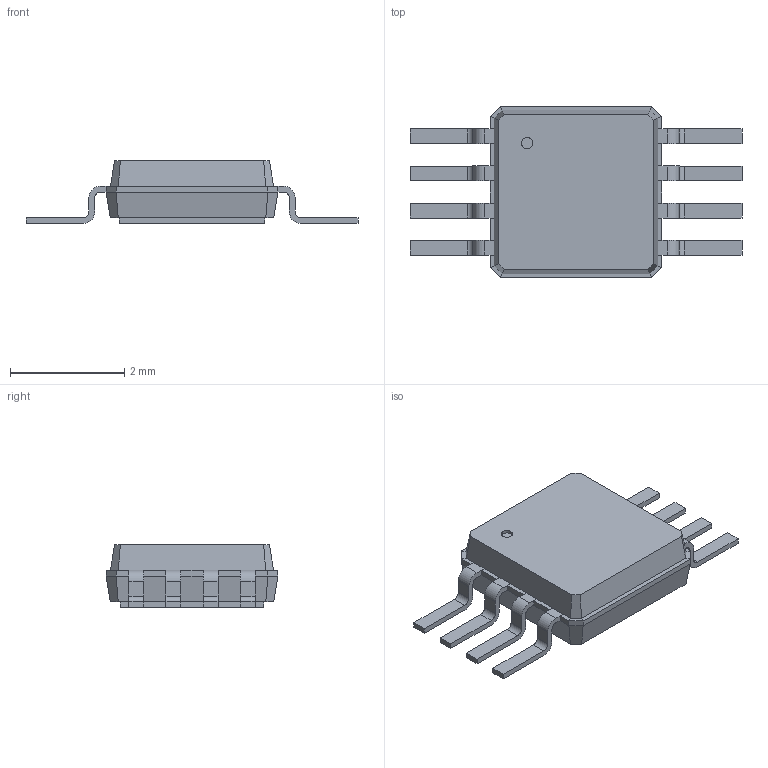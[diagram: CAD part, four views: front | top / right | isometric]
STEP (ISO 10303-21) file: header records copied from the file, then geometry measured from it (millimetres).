
FILE_DESCRIPTION(/* description */ ('model of MSOP-8-1EP_3x3mm_P0.65mm_EP2.54x2.8mm'),/* implementation_level */ '2;1');
FILE_NAME(/* name */ 'MSOP-8-1EP_3x3mm_P0.65mm_EP2.54x2.8mm.step',/* time_stamp */ '2018-11-03T20:32:55',/* author */ ('kicad StepUp','ksu'),/* organization */ ('FreeCAD'),/* preprocessor_version */ 'OCC',/* originating_system */ 'kicad StepUp',/* authorisation */ '');
FILE_SCHEMA(('AUTOMOTIVE_DESIGN { 1 0 10303 214 1 1 1 1 }'));
Length unit declared in the file: millimetre
Products named in the file (1): MSOP_8_1EP_3x3mm_P065mm_EP254x28mm
Bounding box: 5.8 x 3 x 1.1 mm (x, y, z)
Volume: 9.2 mm3; surface area: 39.1 mm2
Topology: 1 solids, 1 shells, 161 faces, 415 edges, 258 vertices
Faces by surface type: plane 96, cylinder 33, bspline 32
Full cylindrical faces by diameter (mm): 0.2 x1
Entity records: 3137 total; most frequent: ORIENTED_EDGE 720, EDGE_CURVE 415, CARTESIAN_POINT 341, LINE 261, VERTEX_POINT 258, AXIS2_PLACEMENT_3D 171, FACE_BOUND 163, EDGE_LOOP 163
